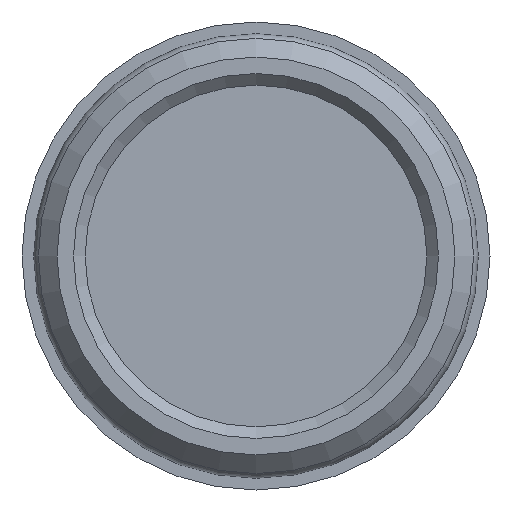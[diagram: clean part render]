
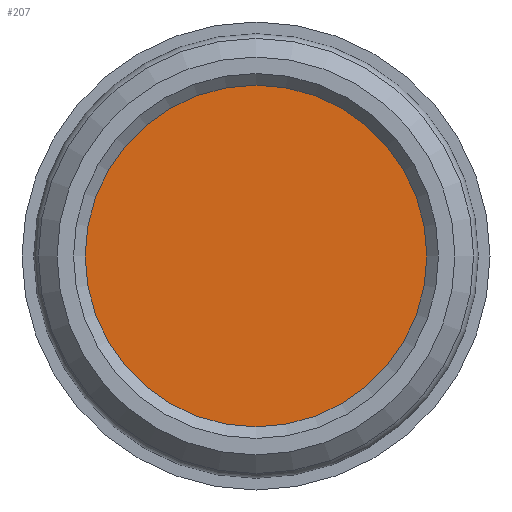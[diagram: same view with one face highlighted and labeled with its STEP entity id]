
A CAD part, front view. The second image highlights one B-rep face of the part: STEP entity #207.
In plain terms, the highlighted planar face has unit normal (0, -1, 0).
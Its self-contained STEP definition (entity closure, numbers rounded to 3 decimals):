
#44=FACE_OUTER_BOUND('',#58,.T.);
#58=EDGE_LOOP('',(#142));
#74=CIRCLE('',#245,7.3);
#92=VERTEX_POINT('',#347);
#112=EDGE_CURVE('',#92,#92,#74,.T.);
#142=ORIENTED_EDGE('',*,*,#112,.F.);
#202=PLANE('',#244);
#207=ADVANCED_FACE('',(#44),#202,.F.);
#244=AXIS2_PLACEMENT_3D('',#346,#277,#278);
#245=AXIS2_PLACEMENT_3D('',#348,#279,#280);
#277=DIRECTION('center_axis',(0.,1.,0.));
#278=DIRECTION('ref_axis',(0.,0.,1.));
#279=DIRECTION('center_axis',(0.,1.,0.));
#280=DIRECTION('ref_axis',(1.,0.,0.));
#346=CARTESIAN_POINT('Origin',(-3.764,-8.299,0.));
#347=CARTESIAN_POINT('',(-11.064,-8.299,0.));
#348=CARTESIAN_POINT('Origin',(-3.764,-8.299,0.));
